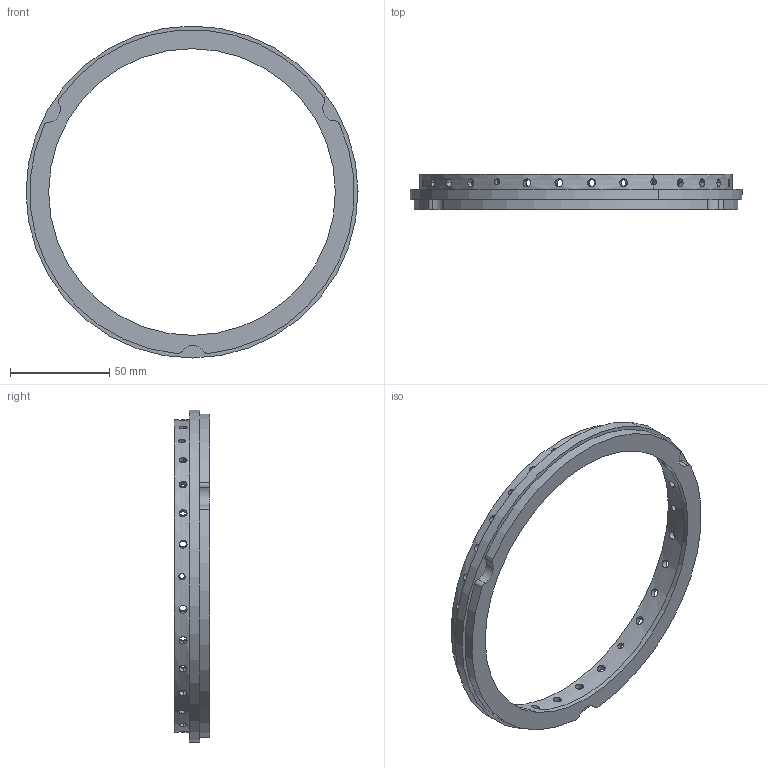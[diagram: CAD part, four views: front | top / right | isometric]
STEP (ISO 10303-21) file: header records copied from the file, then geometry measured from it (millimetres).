
FILE_DESCRIPTION(('Creo Elements/Direct Modeling STEP Export'),'2;1');
FILE_NAME('Spring_Ring_r6.stp','2016-11-06T18:31:11',(''),(''),'PTC Creo Elements/Direct Modeling STEP processor for AP214 (Solid Model)','PTC Creo Elements/Direct Modeling 19.0B 21-Mar-2015 (C) Parametric Technology GmbH','');
FILE_SCHEMA(('AUTOMOTIVE_DESIGN { 1 0 10303 214 1 1 1 1 }'));
Length unit declared in the file: millimetre
Products named in the file (2): Ring_Spring_r6
Assembly tree (1 placements, depth 2):
  Ring_Spring_r6
    Ring_Spring_r6
Bounding box: 167.64 x 17.78 x 167.64 mm (x, y, z)
Volume: 48620.4 mm3; surface area: 28552.8 mm2
Topology: 1 solids, 1 shells, 86 faces, 258 edges, 172 vertices
Faces by surface type: cylinder 80, plane 4, cone 2
Entity records: 5339 total; most frequent: CARTESIAN_POINT 2766, ORIENTED_EDGE 516, DIRECTION 434, EDGE_CURVE 258, AXIS2_PLACEMENT_3D 176, VERTEX_POINT 172, EDGE_LOOP 146, CYLINDRICAL_SURFACE 136
